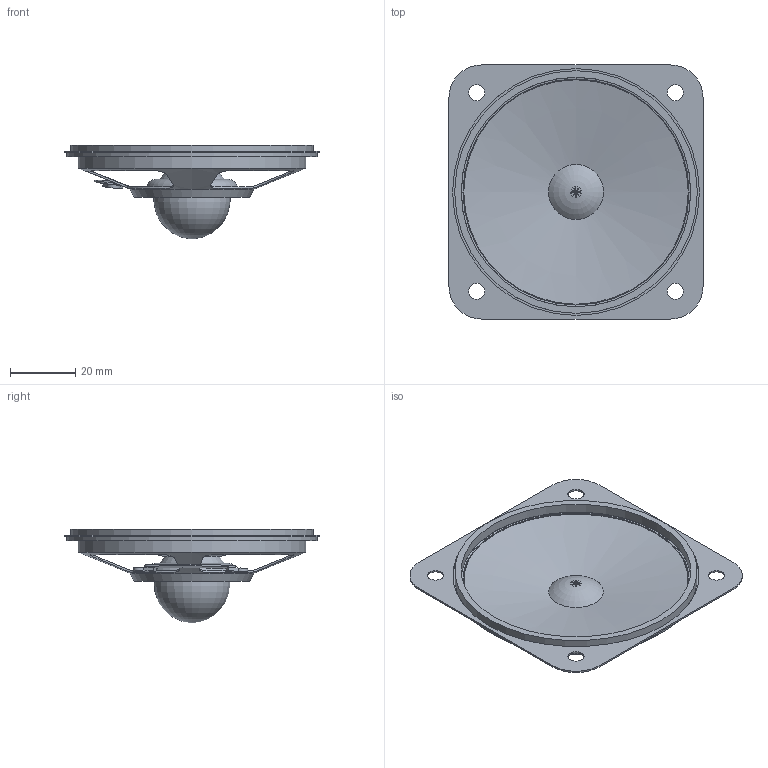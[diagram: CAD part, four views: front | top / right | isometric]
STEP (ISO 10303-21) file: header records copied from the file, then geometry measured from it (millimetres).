
FILE_DESCRIPTION(/* description */ ('Alibre Inc.'),/* implementation_level */ '2;1');
FILE_NAME(/* name */ 'export0',/* time_stamp */ '2018-03-12T20:03:39-05:00',/* author */ (''),/* organization */ (''),/* preprocessor_version */ 'ST-DEVELOPER v14',/* originating_system */ 'Alibre',/* authorisation */ '');
FILE_SCHEMA (('CONFIG_CONTROL_DESIGN'));
Length unit declared in the file: centimetre
Products named in the file (5): ID_1; ID_2; ID_3
Bounding box: 78 x 78 x 28.74 mm (x, y, z)
Volume: 3209 mm3; surface area: 24457.5 mm2
Topology: 5 solids, 6 shells, 105 faces, 254 edges, 170 vertices
Faces by surface type: plane 40, cylinder 30, bspline 16, cone 16, torus 3
Full cylindrical faces by diameter (mm): 3 x2, 5 x4, 14 x1, 18 x2, 28 x1, 68.9 x2, 70 x1, 70.5 x1, 74.5 x1, 75.8 x1, 75.9 x1, 77 x1
Entity records: 6716 total; most frequent: CARTESIAN_POINT 4170, ORIENTED_EDGE 400, DIRECTION 355, EDGE_CURVE 199, AXIS2_PLACEMENT_3D 168, FACE_BOUND 155, EDGE_LOOP 154, VERTEX_POINT 148
